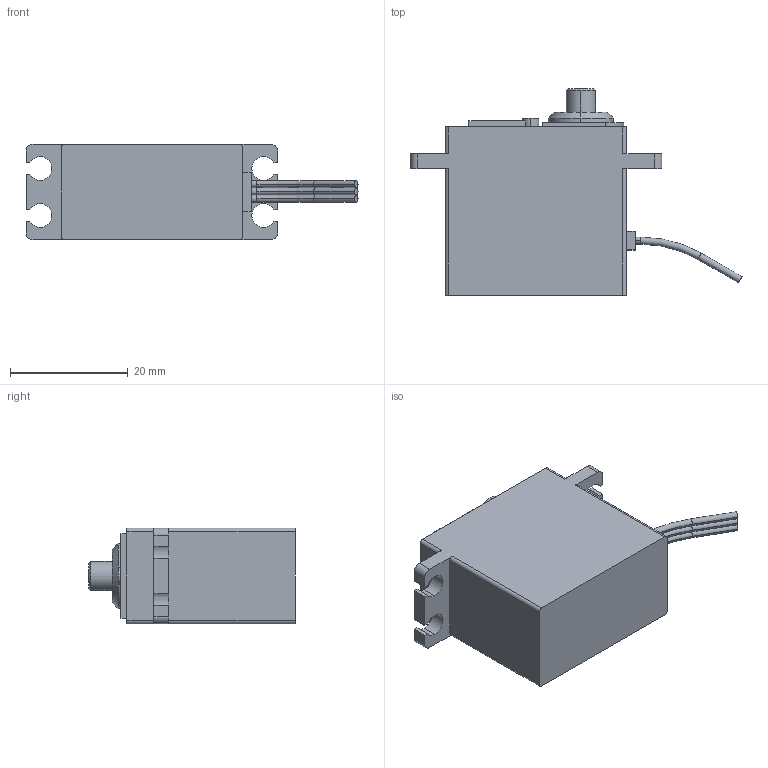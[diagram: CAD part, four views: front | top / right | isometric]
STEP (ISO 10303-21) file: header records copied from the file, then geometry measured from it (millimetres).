
FILE_DESCRIPTION (( 'STEP AP214' ), '1' );
FILE_NAME ('TGY-3225MG.STEP', '2016-09-17T20:29:49', ( 'Francis115' ), ( '' ), 'SwSTEP 2.0', 'SolidWorks 2015', '' );
FILE_SCHEMA (( 'AUTOMOTIVE_DESIGN' ));
Length unit declared in the file: millimetre
Products named in the file (1): TGY-3225MG
Bounding box: 56.43 x 35.1 x 16.28 mm (x, y, z)
Volume: 15294.9 mm3; surface area: 4557.2 mm2
Topology: 1 solids, 1 shells, 107 faces, 278 edges, 182 vertices
Faces by surface type: plane 50, cylinder 47, torus 6, cone 4
Entity records: 3613 total; most frequent: DIRECTION 606, CARTESIAN_POINT 568, ORIENTED_EDGE 556, EDGE_CURVE 278, AXIS2_PLACEMENT_3D 220, VERTEX_POINT 182, LINE 166, VECTOR 166
